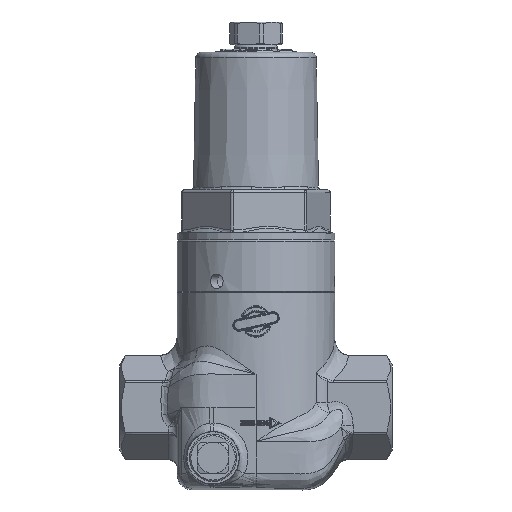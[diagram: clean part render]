
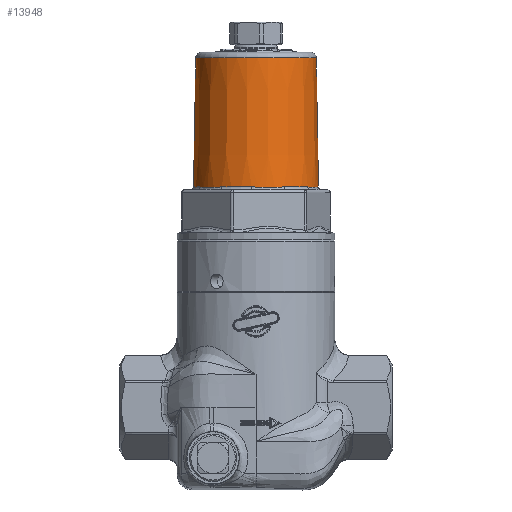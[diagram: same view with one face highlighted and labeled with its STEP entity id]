
A CAD part, top view. The second image highlights one B-rep face of the part: STEP entity #13948.
In plain terms, the highlighted conical face has half-angle 1 degrees and reference radius 21.55 mm.
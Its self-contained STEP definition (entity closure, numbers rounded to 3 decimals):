
#793=B_SPLINE_CURVE_WITH_KNOTS($,3,(#21437,#21438,#21439,#21440,#21441,
#21442),.UNSPECIFIED.,.F.,.F.,(4,1,1,4),(-3.142,-1.346,
0.449,3.142),.UNSPECIFIED.);
#795=B_SPLINE_CURVE_WITH_KNOTS($,3,(#21488,#21489,#21490,#21491,#21492,
#21493),.UNSPECIFIED.,.F.,.F.,(4,1,1,4),(-3.142,-1.346,
0.449,3.142),.UNSPECIFIED.);
#797=B_SPLINE_CURVE_WITH_KNOTS($,3,(#21539,#21540,#21541,#21542,#21543,
#21544),.UNSPECIFIED.,.F.,.F.,(4,1,1,4),(-3.142,-1.346,
0.449,3.142),.UNSPECIFIED.);
#799=B_SPLINE_CURVE_WITH_KNOTS($,3,(#21590,#21591,#21592,#21593,#21594,
#21595),.UNSPECIFIED.,.F.,.F.,(4,1,1,4),(-3.142,-1.346,
0.449,3.142),.UNSPECIFIED.);
#801=B_SPLINE_CURVE_WITH_KNOTS($,3,(#21641,#21642,#21643,#21644,#21645,
#21646),.UNSPECIFIED.,.F.,.F.,(4,1,1,4),(-3.142,-1.346,
0.449,3.142),.UNSPECIFIED.);
#803=B_SPLINE_CURVE_WITH_KNOTS($,3,(#21689,#21690,#21691,#21692,#21693,
#21694),.UNSPECIFIED.,.F.,.F.,(4,1,1,4),(-3.142,-1.346,
0.449,3.142),.UNSPECIFIED.);
#2886=FACE_BOUND($,#4023,.T.);
#3114=FACE_OUTER_BOUND($,#4022,.T.);
#4022=EDGE_LOOP($,(#9554));
#4023=EDGE_LOOP($,(#9555,#9556,#9557,#9558,#9559,#9560,#9561,#9562,#9563,
#9564,#9565,#9566));
#4826=CIRCLE($,#14845,21.821);
#4830=CIRCLE($,#14850,21.821);
#4834=CIRCLE($,#14855,21.821);
#4838=CIRCLE($,#14860,21.821);
#4842=CIRCLE($,#14865,21.821);
#4846=CIRCLE($,#14870,21.821);
#4853=CIRCLE($,#14886,21.034);
#5515=VERTEX_POINT($,#21396);
#5518=VERTEX_POINT($,#21401);
#5520=VERTEX_POINT($,#21435);
#5522=VERTEX_POINT($,#21452);
#5524=VERTEX_POINT($,#21486);
#5526=VERTEX_POINT($,#21503);
#5528=VERTEX_POINT($,#21537);
#5530=VERTEX_POINT($,#21554);
#5532=VERTEX_POINT($,#21588);
#5534=VERTEX_POINT($,#21605);
#5536=VERTEX_POINT($,#21639);
#5538=VERTEX_POINT($,#21656);
#5551=VERTEX_POINT($,#21742);
#6967=EDGE_CURVE($,#5518,#5515,#4826,.T.);
#6969=EDGE_CURVE($,#5520,#5518,#793,.T.);
#6973=EDGE_CURVE($,#5522,#5520,#4830,.T.);
#6975=EDGE_CURVE($,#5524,#5522,#795,.T.);
#6979=EDGE_CURVE($,#5526,#5524,#4834,.T.);
#6981=EDGE_CURVE($,#5528,#5526,#797,.T.);
#6985=EDGE_CURVE($,#5530,#5528,#4838,.T.);
#6987=EDGE_CURVE($,#5532,#5530,#799,.T.);
#6991=EDGE_CURVE($,#5534,#5532,#4842,.T.);
#6993=EDGE_CURVE($,#5536,#5534,#801,.T.);
#6997=EDGE_CURVE($,#5538,#5536,#4846,.T.);
#6998=EDGE_CURVE($,#5515,#5538,#803,.T.);
#7020=EDGE_CURVE($,#5551,#5551,#4853,.T.);
#9554=ORIENTED_EDGE($,*,*,#7020,.F.);
#9555=ORIENTED_EDGE($,*,*,#6967,.F.);
#9556=ORIENTED_EDGE($,*,*,#6969,.F.);
#9557=ORIENTED_EDGE($,*,*,#6973,.F.);
#9558=ORIENTED_EDGE($,*,*,#6975,.F.);
#9559=ORIENTED_EDGE($,*,*,#6979,.F.);
#9560=ORIENTED_EDGE($,*,*,#6981,.F.);
#9561=ORIENTED_EDGE($,*,*,#6985,.F.);
#9562=ORIENTED_EDGE($,*,*,#6987,.F.);
#9563=ORIENTED_EDGE($,*,*,#6991,.F.);
#9564=ORIENTED_EDGE($,*,*,#6993,.F.);
#9565=ORIENTED_EDGE($,*,*,#6997,.F.);
#9566=ORIENTED_EDGE($,*,*,#6998,.F.);
#12877=CONICAL_SURFACE($,#14885,21.55,1.);
#13948=ADVANCED_FACE($,(#3114,#2886),#12877,.T.);
#14845=AXIS2_PLACEMENT_3D($,#21403,#16139,#16140);
#14850=AXIS2_PLACEMENT_3D($,#21454,#16149,#16150);
#14855=AXIS2_PLACEMENT_3D($,#21505,#16159,#16160);
#14860=AXIS2_PLACEMENT_3D($,#21556,#16169,#16170);
#14865=AXIS2_PLACEMENT_3D($,#21607,#16179,#16180);
#14870=AXIS2_PLACEMENT_3D($,#21658,#16189,#16190);
#14885=AXIS2_PLACEMENT_3D($,#21741,#16233,#16234);
#14886=AXIS2_PLACEMENT_3D($,#21743,#16235,#16236);
#16139=DIRECTION('center_axis',(0.,-1.,0.));
#16140=DIRECTION('ref_axis',(-0.199,0.,
-0.98));
#16149=DIRECTION('center_axis',(0.,-1.,0.));
#16150=DIRECTION('ref_axis',(-0.199,0.,
-0.98));
#16159=DIRECTION('center_axis',(0.,-1.,0.));
#16160=DIRECTION('ref_axis',(-0.199,0.,
-0.98));
#16169=DIRECTION('center_axis',(0.,-1.,0.));
#16170=DIRECTION('ref_axis',(-0.199,0.,
-0.98));
#16179=DIRECTION('center_axis',(0.,-1.,0.));
#16180=DIRECTION('ref_axis',(-0.199,0.,
-0.98));
#16189=DIRECTION('center_axis',(0.,-1.,0.));
#16190=DIRECTION('ref_axis',(-0.199,0.,
-0.98));
#16233=DIRECTION('center_axis',(0.,-1.,0.));
#16234=DIRECTION('ref_axis',(-0.199,0.,
-0.98));
#16235=DIRECTION('center_axis',(0.,1.,0.));
#16236=DIRECTION('ref_axis',(0.199,0.,0.98));
#21396=CARTESIAN_POINT('',(9.86,76.983,19.466));
#21401=CARTESIAN_POINT('',(18.099,76.983,12.189));
#21403=CARTESIAN_POINT('Origin',(0.,76.983,
0.));
#21435=CARTESIAN_POINT('',(21.788,76.983,1.194));
#21437=CARTESIAN_POINT('Ctrl Pts',(21.788,76.983,1.194));
#21438=CARTESIAN_POINT('Ctrl Pts',(21.727,76.983,2.311));
#21439=CARTESIAN_POINT('Ctrl Pts',(21.435,76.847,4.532));
#21440=CARTESIAN_POINT('Ctrl Pts',(20.331,76.749,8.303));
#21441=CARTESIAN_POINT('Ctrl Pts',(19.036,76.983,10.797));
#21442=CARTESIAN_POINT('Ctrl Pts',(18.099,76.983,12.189));
#21452=CARTESIAN_POINT('',(19.606,76.983,-9.579));
#21454=CARTESIAN_POINT('Origin',(0.,76.983,
0.));
#21486=CARTESIAN_POINT('',(11.928,76.983,-18.272));
#21488=CARTESIAN_POINT('Ctrl Pts',(11.928,76.983,-18.272));
#21489=CARTESIAN_POINT('Ctrl Pts',(12.865,76.983,-17.66));
#21490=CARTESIAN_POINT('Ctrl Pts',(14.643,76.847,-16.297));
#21491=CARTESIAN_POINT('Ctrl Pts',(17.356,76.749,-13.456));
#21492=CARTESIAN_POINT('Ctrl Pts',(18.869,76.983,-11.087));
#21493=CARTESIAN_POINT('Ctrl Pts',(19.606,76.983,-9.579));
#21503=CARTESIAN_POINT('',(1.507,76.983,-21.769));
#21505=CARTESIAN_POINT('Origin',(0.,76.983,
0.));
#21537=CARTESIAN_POINT('',(-9.86,76.983,-19.466));
#21539=CARTESIAN_POINT('Ctrl Pts',(-9.86,76.983,-19.466));
#21540=CARTESIAN_POINT('Ctrl Pts',(-8.862,76.983,-19.971));
#21541=CARTESIAN_POINT('Ctrl Pts',(-6.792,76.847,-20.83));
#21542=CARTESIAN_POINT('Ctrl Pts',(-2.975,76.749,-21.759));
#21543=CARTESIAN_POINT('Ctrl Pts',(-0.167,76.983,
-21.884));
#21544=CARTESIAN_POINT('Ctrl Pts',(1.507,76.983,-21.769));
#21554=CARTESIAN_POINT('',(-18.099,76.983,-12.189));
#21556=CARTESIAN_POINT('Origin',(0.,76.983,
0.));
#21588=CARTESIAN_POINT('',(-21.788,76.983,-1.194));
#21590=CARTESIAN_POINT('Ctrl Pts',(-21.788,76.983,-1.194));
#21591=CARTESIAN_POINT('Ctrl Pts',(-21.727,76.983,-2.311));
#21592=CARTESIAN_POINT('Ctrl Pts',(-21.435,76.847,-4.532));
#21593=CARTESIAN_POINT('Ctrl Pts',(-20.331,76.749,-8.303));
#21594=CARTESIAN_POINT('Ctrl Pts',(-19.036,76.983,-10.797));
#21595=CARTESIAN_POINT('Ctrl Pts',(-18.099,76.983,-12.189));
#21605=CARTESIAN_POINT('',(-19.606,76.983,9.579));
#21607=CARTESIAN_POINT('Origin',(0.,76.983,
0.));
#21639=CARTESIAN_POINT('',(-11.928,76.983,18.272));
#21641=CARTESIAN_POINT('Ctrl Pts',(-11.928,76.983,18.272));
#21642=CARTESIAN_POINT('Ctrl Pts',(-12.865,76.983,17.66));
#21643=CARTESIAN_POINT('Ctrl Pts',(-14.643,76.847,16.297));
#21644=CARTESIAN_POINT('Ctrl Pts',(-17.356,76.749,13.456));
#21645=CARTESIAN_POINT('Ctrl Pts',(-18.869,76.983,11.087));
#21646=CARTESIAN_POINT('Ctrl Pts',(-19.606,76.983,9.579));
#21656=CARTESIAN_POINT('',(-1.507,76.983,21.769));
#21658=CARTESIAN_POINT('Origin',(0.,76.983,
0.));
#21689=CARTESIAN_POINT('Ctrl Pts',(9.86,76.983,19.466));
#21690=CARTESIAN_POINT('Ctrl Pts',(8.862,76.983,19.971));
#21691=CARTESIAN_POINT('Ctrl Pts',(6.792,76.847,20.83));
#21692=CARTESIAN_POINT('Ctrl Pts',(2.975,76.749,21.759));
#21693=CARTESIAN_POINT('Ctrl Pts',(0.167,76.983,21.884));
#21694=CARTESIAN_POINT('Ctrl Pts',(-1.507,76.983,21.769));
#21741=CARTESIAN_POINT('Origin',(0.,92.5,0.));
#21742=CARTESIAN_POINT('',(-4.176,122.069,-20.615));
#21743=CARTESIAN_POINT('Origin',(0.,122.069,
0.));
